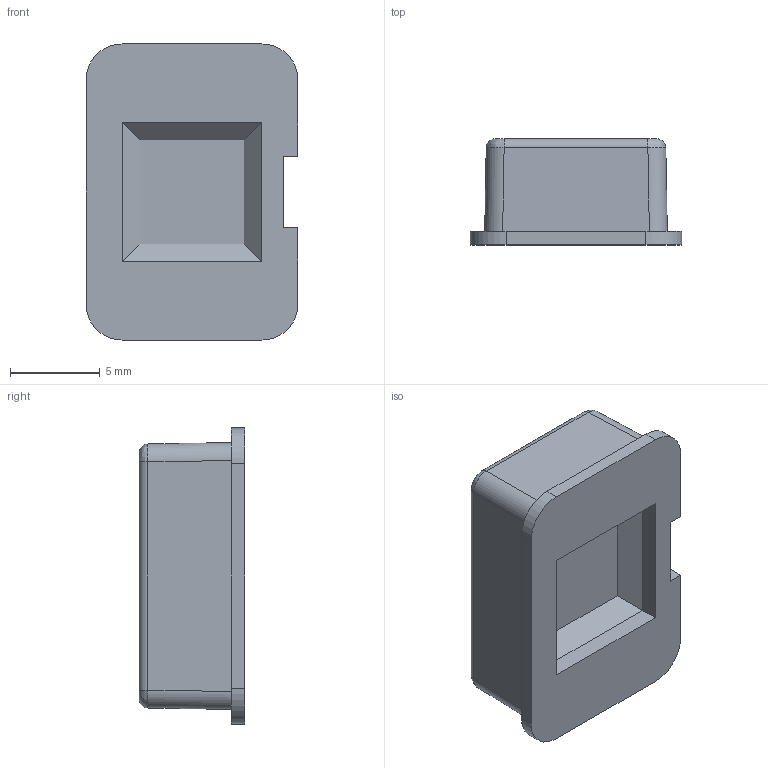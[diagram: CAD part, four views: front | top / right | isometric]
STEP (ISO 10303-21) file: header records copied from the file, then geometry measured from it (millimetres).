
FILE_DESCRIPTION(/* description */ (''),/* implementation_level */ '2;1');
FILE_NAME(/* name */ 'Tlacitko.stp',/* time_stamp */ '2024-07-30T16:27:11+02:00',/* author */ ('herman'),/* organization */ (''),/* preprocessor_version */ 'ST-DEVELOPER v19.2',/* originating_system */ 'Autodesk Inventor 2023',/* authorisation */ '');
FILE_SCHEMA (('AUTOMOTIVE_DESIGN { 1 0 10303 214 3 1 1 }'));
Length unit declared in the file: millimetre
Products named in the file (1): Tlacitko
Bounding box: 11.8 x 5.9 x 16.5 mm (x, y, z)
Volume: 794.5 mm3; surface area: 692.6 mm2
Topology: 1 solids, 1 shells, 40 faces, 106 edges, 81 vertices
Faces by surface type: plane 24, cylinder 12, bspline 4
Entity records: 1337 total; most frequent: CARTESIAN_POINT 314, DIRECTION 198, ORIENTED_EDGE 192, EDGE_CURVE 96, LINE 68, VECTOR 68, AXIS2_PLACEMENT_3D 65, VERTEX_POINT 60
